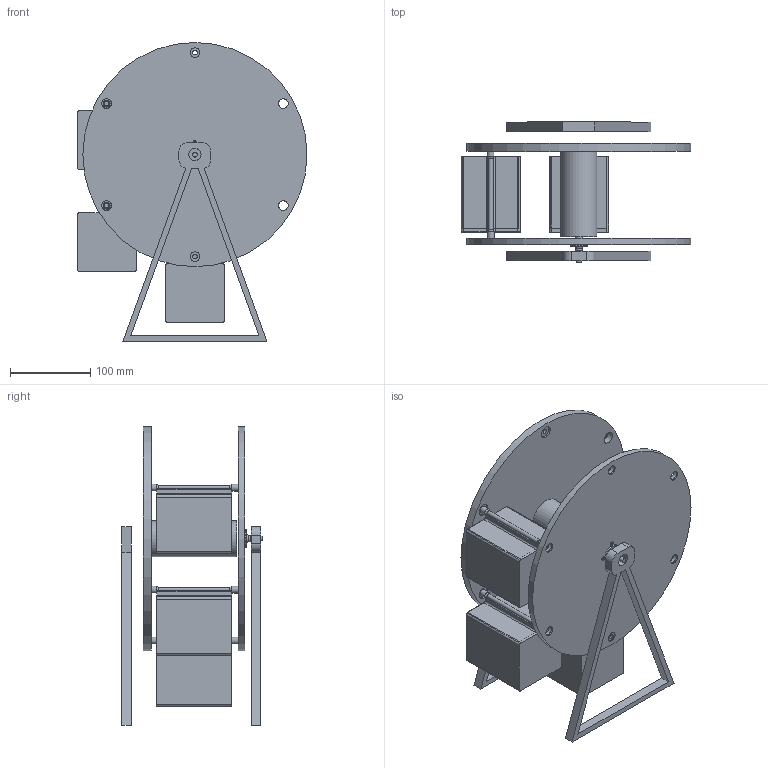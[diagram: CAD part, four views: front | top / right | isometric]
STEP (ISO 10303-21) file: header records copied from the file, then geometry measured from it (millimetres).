
FILE_DESCRIPTION(('STEP AP214'), '1');
FILE_NAME('栖闉罻', '', ('UNSPECIFIED'), ('UNSPECIFIED'), 'C3D Converter', 'C3D Toolkit', '');
FILE_SCHEMA(('AUTOMOTIVE_DESIGN { 1 0 10303 214 3 1 1}'));
Length unit declared in the file: millimetre
Assembly tree (12 placements, depth 2):
  (unnamed)
    (unnamed)  x3
    (unnamed)
    (unnamed)  x5
    (unnamed)
    (unnamed)
    (unnamed)
Bounding box: 287.32 x 175.5 x 373.5 mm (x, y, z)
Volume: 1604979.3 mm3; surface area: 541383.7 mm2
Topology: 12 solids, 12 shells, 240 faces, 513 edges, 336 vertices
Faces by surface type: plane 124, cylinder 104, torus 5, cone 4, bspline 3
Full cylindrical faces by diameter (mm): 3 x16, 5.8 x6, 6 x6, 6.2 x1, 8 x1, 8.5 x6, 10 x2, 12 x12, 15 x5, 15.1 x12, 15.2 x1, 22 x1, 25 x1, 45 x1, 280 x2
Entity records: 6157 total; most frequent: CARTESIAN_POINT 976, DIRECTION 747, ORIENTED_EDGE 542, AXIS2_PLACEMENT_3D 315, EDGE_LOOP 293, EDGE_CURVE 271, VERTEX_POINT 216, FACE_BOUND 179
